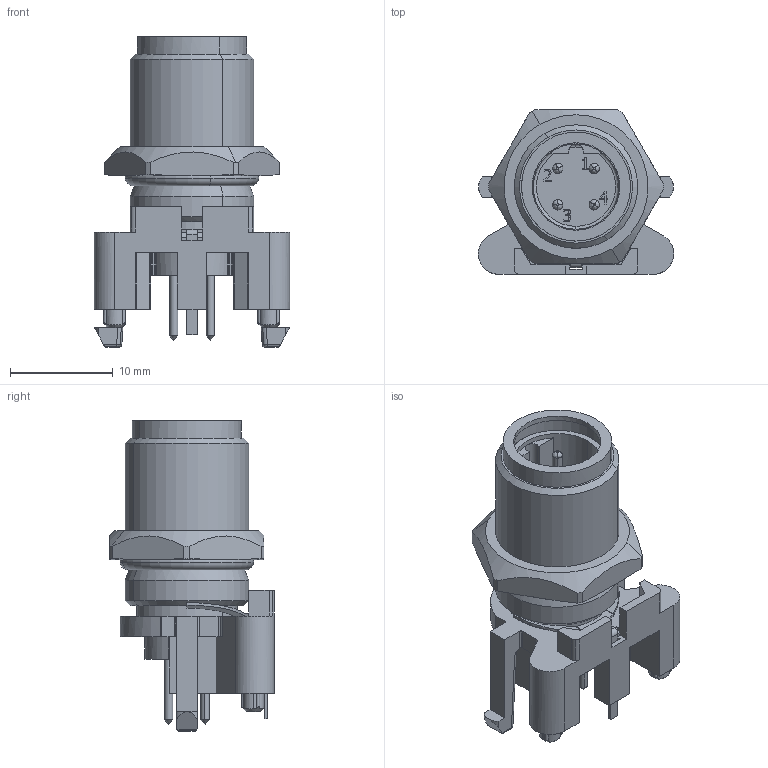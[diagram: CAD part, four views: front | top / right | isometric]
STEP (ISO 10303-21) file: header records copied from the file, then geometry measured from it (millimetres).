
FILE_DESCRIPTION(('CATIA V5 STEP Exchange','CAx-IF Rec.Pracs.--- Model Styling and Organization---1.4--- 2014-01-23'),'2;1');
FILE_NAME ('D1461930_1_2423960000_2423960000.stp','2021-01-05T10:45:04+00:00',('none'),('Weidmueller'),'CATIA Version 5-6 Release 2016 SP3 HF44','CATIA V5 STEP AP214','none');
FILE_SCHEMA(('AUTOMOTIVE_DESIGN { 1 0 10303 214 1 1 1 1 }'));
Length unit declared in the file: millimetre
Products named in the file (1): 2423960000
Bounding box: 19 x 16 x 30.2 mm (x, y, z)
Volume: 2546.9 mm3; surface area: 4022.3 mm2
Topology: 13 solids, 17 shells, 489 faces, 1344 edges, 887 vertices
Faces by surface type: plane 177, cylinder 169, bspline 63, cone 46, torus 34
Entity records: 16383 total; most frequent: CARTESIAN_POINT 5113, ORIENTED_EDGE 2672, DIRECTION 1714, EDGE_CURVE 1336, VERTEX_POINT 887, AXIS2_PLACEMENT_3D 712, VECTOR 599, LINE 599
